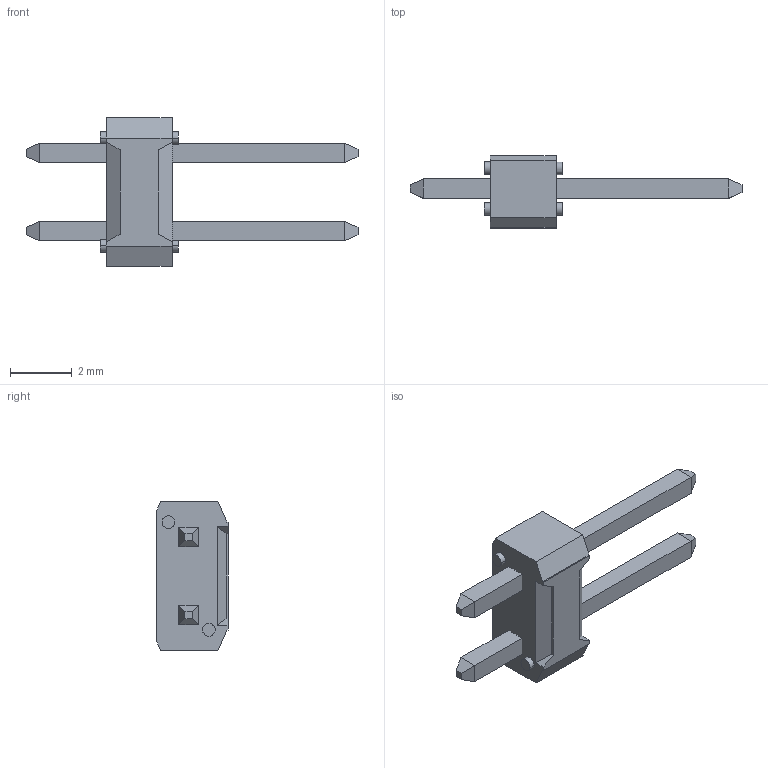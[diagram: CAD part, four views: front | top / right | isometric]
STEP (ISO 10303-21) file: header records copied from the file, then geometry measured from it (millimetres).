
FILE_DESCRIPTION((''),'2;1');
FILE_NAME('67996-X02_ASM','2020-09-21T',('XuanM'),('AFCI'),'CREO PARAMETRIC BY PTC INC, 2016130','CREO PARAMETRIC BY PTC INC, 2016130','');
FILE_SCHEMA(('CONFIG_CONTROL_DESIGN'));
Length unit declared in the file: millimetre
Products named in the file (3): 93190-001; 77310-108; 67996-X02_ASM
Assembly tree (3 placements, depth 2):
  67996-X02_ASM
    93190-001
    77310-108  x2
Bounding box: 10.79 x 2.34 x 4.83 mm (x, y, z)
Volume: 30 mm3; surface area: 114.5 mm2
Topology: 3 solids, 3 shells, 68 faces, 158 edges, 100 vertices
Faces by surface type: plane 60, cylinder 8
Entity records: 1650 total; most frequent: CARTESIAN_POINT 274, DIRECTION 266, ORIENTED_EDGE 260, EDGE_CURVE 130, VECTOR 114, LINE 114, VERTEX_POINT 84, AXIS2_PLACEMENT_3D 76
